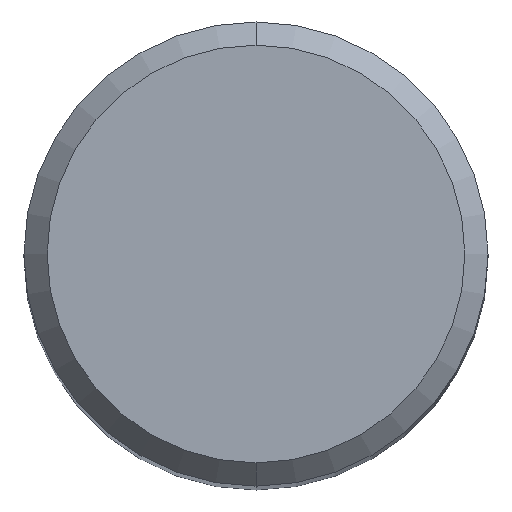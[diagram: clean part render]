
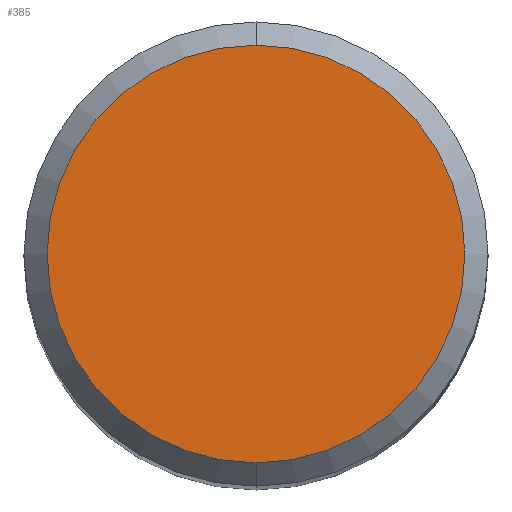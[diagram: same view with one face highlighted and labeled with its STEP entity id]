
A CAD part, top view. The second image highlights one B-rep face of the part: STEP entity #385.
In plain terms, the highlighted planar face has unit normal (0, 0, 1).
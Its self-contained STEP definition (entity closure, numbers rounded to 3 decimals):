
#181=VERTEX_POINT('',#473);
#303=VERTEX_POINT('',#605);
#365=EDGE_CURVE('',#303,#181,#676,.T.);
#385=ADVANCED_FACE('',(#697),#698,.T.);
#429=EDGE_CURVE('',#181,#303,#745,.T.);
#473=CARTESIAN_POINT('',(0.0,4.5,46.961));
#605=CARTESIAN_POINT('',(0.,-4.5,46.961));
#676=CIRCLE('',#1210,4.5);
#697=FACE_OUTER_BOUND('',#1238,.T.);
#698=PLANE('',#1239);
#745=CIRCLE('',#1396,4.5);
#1210=AXIS2_PLACEMENT_3D('',#1655,#1656,#1657);
#1238=EDGE_LOOP('',(#1677,#1678));
#1239=AXIS2_PLACEMENT_3D('',#1679,#1680,#1681);
#1396=AXIS2_PLACEMENT_3D('',#1714,#1715,#1716);
#1655=CARTESIAN_POINT('',(0.0,0.0,46.961));
#1656=DIRECTION('',(0.0,0.0,-1.0));
#1657=DIRECTION('',(0.0,1.0,0.0));
#1677=ORIENTED_EDGE('',*,*,#429,.F.);
#1678=ORIENTED_EDGE('',*,*,#365,.F.);
#1679=CARTESIAN_POINT('',(0.0,2.25,46.961));
#1680=DIRECTION('',(-0.0,0.0,1.0));
#1681=DIRECTION('',(0.0,-1.0,0.0));
#1714=CARTESIAN_POINT('',(0.0,0.0,46.961));
#1715=DIRECTION('',(0.0,0.0,-1.0));
#1716=DIRECTION('',(0.0,1.0,0.0));
